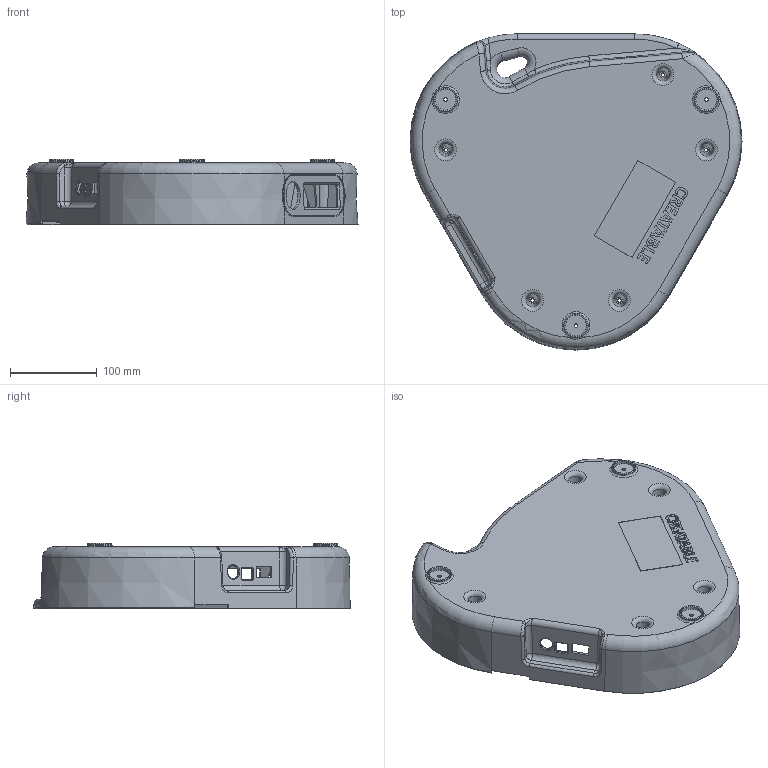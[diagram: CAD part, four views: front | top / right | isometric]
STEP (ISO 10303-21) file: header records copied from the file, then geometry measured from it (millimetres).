
FILE_DESCRIPTION(/* description */ (''),/* implementation_level */ '2;1');
FILE_NAME(/* name */ 'bottom_cover_160425.stp',/* time_stamp */ '2016-04-25T17:53:40+09:00',/* author */ (''),/* organization */ (''),/* preprocessor_version */ 'ST-DEVELOPER v16',/* originating_system */ 'SIEMENS PLM Software NX 10.0',/* authorisation */ '');
FILE_SCHEMA (('CONFIG_CONTROL_DESIGN'));
Length unit declared in the file: millimetre
Products named in the file (1): bottom_cover_160425
Bounding box: 381.77 x 363.71 x 75 mm (x, y, z)
Volume: 619122.7 mm3; surface area: 428654 mm2
Topology: 1 solids, 1 shells, 608 faces, 1616 edges, 1029 vertices
Faces by surface type: plane 303, bspline 134, torus 63, cone 60, cylinder 44, sphere 4
Entity records: 23980 total; most frequent: CARTESIAN_POINT 10030, ORIENTED_EDGE 3120, DIRECTION 2390, EDGE_CURVE 1560, VERTEX_POINT 1021, LINE 840, VECTOR 840, AXIS2_PLACEMENT_3D 775
